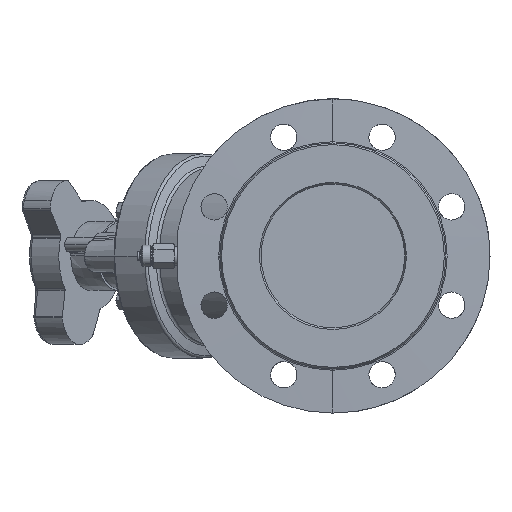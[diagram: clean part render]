
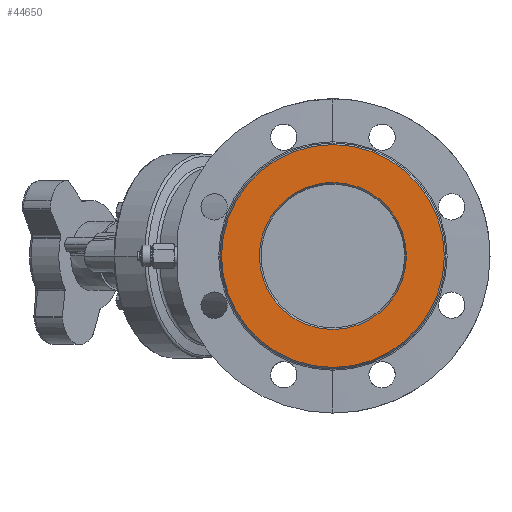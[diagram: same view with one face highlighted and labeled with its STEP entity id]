
A CAD part, left-side view. The second image highlights one B-rep face of the part: STEP entity #44650.
In plain terms, the highlighted planar face has unit normal (-1, 0, 0).
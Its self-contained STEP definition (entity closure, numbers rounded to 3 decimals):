
#49=CARTESIAN_POINT('Vertex',(-90.,0.,-51.443)) ;
#52=CARTESIAN_POINT('Axis2P3D Location',(-90.,0.,0.)) ;
#56=CARTESIAN_POINT('Vertex',(-90.,0.,51.443)) ;
#712=CARTESIAN_POINT('Axis2P3D Location',(-90.,0.,0.)) ;
#716=CARTESIAN_POINT('Vertex',(-90.,0.,78.)) ;
#718=CARTESIAN_POINT('Vertex',(-90.,0.,-78.)) ;
#44606=CARTESIAN_POINT('Axis2P3D Location',(-90.,120.,0.)) ;
#44611=CARTESIAN_POINT('Axis2P3D Location',(-90.,0.,0.)) ;
#44621=CARTESIAN_POINT('Control Point',(-90.,0.,-51.443)) ;
#44622=CARTESIAN_POINT('Control Point',(-90.,4.919,-51.443)) ;
#44623=CARTESIAN_POINT('Control Point',(-90.,9.838,-50.855)) ;
#44624=CARTESIAN_POINT('Control Point',(-90.,14.664,-49.679)) ;
#44625=CARTESIAN_POINT('Control Point',(-90.,23.94,-46.197)) ;
#44626=CARTESIAN_POINT('Control Point',(-90.,32.134,-40.626)) ;
#44627=CARTESIAN_POINT('Control Point',(-90.,35.878,-37.361)) ;
#44628=CARTESIAN_POINT('Control Point',(-90.,42.511,-30.001)) ;
#44629=CARTESIAN_POINT('Control Point',(-90.,47.223,-21.285)) ;
#44630=CARTESIAN_POINT('Control Point',(-90.,49.045,-16.664)) ;
#44631=CARTESIAN_POINT('Control Point',(-90.,51.548,-7.077)) ;
#44632=CARTESIAN_POINT('Control Point',(-90.,51.721,2.83)) ;
#44633=CARTESIAN_POINT('Control Point',(-90.,51.212,7.771)) ;
#44634=CARTESIAN_POINT('Control Point',(-90.,49.023,17.435)) ;
#44635=CARTESIAN_POINT('Control Point',(-90.,44.619,26.31)) ;
#44636=CARTESIAN_POINT('Control Point',(-90.,41.894,30.463)) ;
#44637=CARTESIAN_POINT('Control Point',(-90.,35.504,38.036)) ;
#44638=CARTESIAN_POINT('Control Point',(-90.,27.509,43.89)) ;
#44639=CARTESIAN_POINT('Control Point',(-90.,23.179,46.323)) ;
#44640=CARTESIAN_POINT('Control Point',(-90.,15.987,49.294)) ;
#44641=CARTESIAN_POINT('Control Point',(-90.,8.405,50.869)) ;
#44642=CARTESIAN_POINT('Control Point',(-90.,5.615,51.252)) ;
#44643=CARTESIAN_POINT('Control Point',(-90.,2.807,51.443)) ;
#44644=CARTESIAN_POINT('Control Point',(-90.,0.,51.443)) ;
#53=DIRECTION('Axis2P3D Direction',(-1.,0.,0.)) ;
#713=DIRECTION('Axis2P3D Direction',(1.,0.,0.)) ;
#44607=DIRECTION('Axis2P3D Direction',(-1.,0.,0.)) ;
#44608=DIRECTION('Axis2P3D XDirection',(0.,0.,1.)) ;
#44612=DIRECTION('Axis2P3D Direction',(-1.,0.,0.)) ;
#54=AXIS2_PLACEMENT_3D('Circle Axis2P3D',#52,#53,$) ;
#714=AXIS2_PLACEMENT_3D('Circle Axis2P3D',#712,#713,$) ;
#44609=AXIS2_PLACEMENT_3D('Plane Axis2P3D',#44606,#44607,#44608) ;
#44613=AXIS2_PLACEMENT_3D('Circle Axis2P3D',#44611,#44612,$) ;
#55=CIRCLE('generated circle',#54,51.443) ;
#715=CIRCLE('generated circle',#714,78.) ;
#44614=CIRCLE('generated circle',#44613,78.) ;
#44610=PLANE('',#44609) ;
#44649=FACE_BOUND('',#44646,.T.) ;
#58=EDGE_CURVE('',#57,#50,#55,.F.) ;
#720=EDGE_CURVE('',#717,#719,#715,.F.) ;
#44615=EDGE_CURVE('',#719,#717,#44614,.T.) ;
#44645=EDGE_CURVE('',#50,#57,#44620,.T.) ;
#44617=ORIENTED_EDGE('',*,*,#44615,.T.) ;
#44618=ORIENTED_EDGE('',*,*,#720,.T.) ;
#44647=ORIENTED_EDGE('',*,*,#58,.T.) ;
#44648=ORIENTED_EDGE('',*,*,#44645,.T.) ;
#44616=EDGE_LOOP('',(#44617,#44618)) ;
#44646=EDGE_LOOP('',(#44647,#44648)) ;
#50=VERTEX_POINT('',#49) ;
#57=VERTEX_POINT('',#56) ;
#717=VERTEX_POINT('',#716) ;
#719=VERTEX_POINT('',#718) ;
#44650=ADVANCED_FACE('NONE',(#44619,#44649),#44610,.T.) ;
#44620=B_SPLINE_CURVE_WITH_KNOTS('',5,(#44621,#44622,#44623,#44624,#44625,#44626,#44627,#44628,#44629,#44630,#44631,#44632,#44633,#44634,#44635,#44636,#44637,#44638,#44639,#44640,#44641,#44642,#44643,#44644),.UNSPECIFIED.,.F.,.U.,(6,3,3,3,3,3,3,6),(0.,34.784,69.568,104.352,139.136,173.92,208.704,228.555),.UNSPECIFIED.) ;
#44619=FACE_OUTER_BOUND('',#44616,.T.) ;
